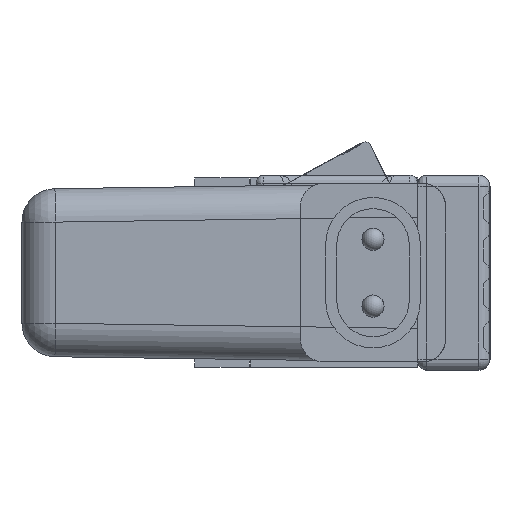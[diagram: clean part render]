
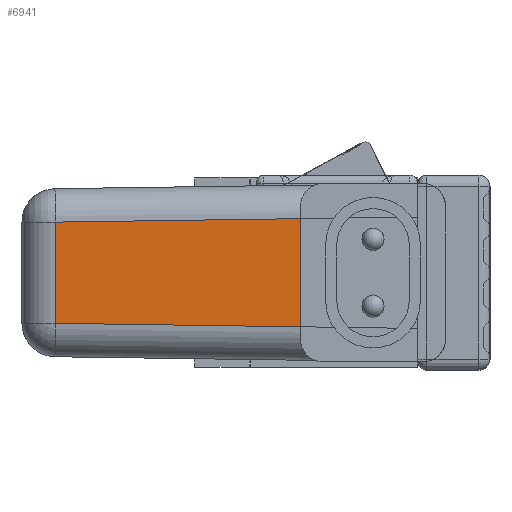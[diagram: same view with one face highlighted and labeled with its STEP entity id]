
A CAD part, left-side view. The second image highlights one B-rep face of the part: STEP entity #6941.
In plain terms, the highlighted planar face has unit normal (-1, 0, 0).
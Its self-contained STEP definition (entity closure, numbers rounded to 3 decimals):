
#358 = CARTESIAN_POINT ( 'NONE',  ( -395.5, 0.072, -5.09 ) ) ;
#368 = AXIS2_PLACEMENT_3D ( 'NONE', #4281, #2636, #6598 ) ;
#749 = LINE ( 'NONE', #358, #6500 ) ;
#787 = ORIENTED_EDGE ( 'NONE', *, *, #3927, .F. ) ;
#826 = ORIENTED_EDGE ( 'NONE', *, *, #6498, .T. ) ;
#952 = DIRECTION ( 'NONE',  ( 0., -1., -0.014 ) ) ;
#1053 = CARTESIAN_POINT ( 'NONE',  ( -395.5, 17., 8. ) ) ;
#1219 = VECTOR ( 'NONE', #4669, 1000. ) ;
#1307 = ORIENTED_EDGE ( 'NONE', *, *, #6165, .T. ) ;
#1330 = EDGE_CURVE ( 'NONE', #4653, #4647, #1951, .T. ) ;
#1766 = VECTOR ( 'NONE', #2268, 1000. ) ;
#1830 = CARTESIAN_POINT ( 'NONE',  ( -395.5, 39., 0. ) ) ;
#1951 = LINE ( 'NONE', #2227, #1766 ) ;
#2069 = CARTESIAN_POINT ( 'NONE',  ( -395.5, 17., 4.852 ) ) ;
#2227 = CARTESIAN_POINT ( 'NONE',  ( -395.5, 0.072, 5.09 ) ) ;
#2268 = DIRECTION ( 'NONE',  ( 0., 1., -0.014 ) ) ;
#2431 = EDGE_LOOP ( 'NONE', ( #826, #787, #2894, #1307 ) ) ;
#2636 = DIRECTION ( 'NONE',  ( -1., 0., 0. ) ) ;
#2894 = ORIENTED_EDGE ( 'NONE', *, *, #1330, .T. ) ;
#3101 = VECTOR ( 'NONE', #6765, 1000. ) ;
#3213 = CARTESIAN_POINT ( 'NONE',  ( -395.5, 39., 4.542 ) ) ;
#3388 = CARTESIAN_POINT ( 'NONE',  ( -395.5, 17., -4.852 ) ) ;
#3922 = VERTEX_POINT ( 'NONE', #3388 ) ;
#3927 = EDGE_CURVE ( 'NONE', #4653, #3922, #4585, .T. ) ;
#4281 = CARTESIAN_POINT ( 'NONE',  ( -395.5, 0., 0. ) ) ;
#4585 = LINE ( 'NONE', #1053, #3101 ) ;
#4647 = VERTEX_POINT ( 'NONE', #3213 ) ;
#4653 = VERTEX_POINT ( 'NONE', #2069 ) ;
#4669 = DIRECTION ( 'NONE',  ( 0., 0., -1. ) ) ;
#4800 = FACE_OUTER_BOUND ( 'NONE', #2431, .T. ) ;
#5789 = LINE ( 'NONE', #1830, #1219 ) ;
#6018 = PLANE ( 'NONE',  #368 ) ;
#6070 = VERTEX_POINT ( 'NONE', #6848 ) ;
#6165 = EDGE_CURVE ( 'NONE', #4647, #6070, #5789, .T. ) ;
#6498 = EDGE_CURVE ( 'NONE', #6070, #3922, #749, .T. ) ;
#6500 = VECTOR ( 'NONE', #952, 1000. ) ;
#6598 = DIRECTION ( 'NONE',  ( 0., 0., 1. ) ) ;
#6765 = DIRECTION ( 'NONE',  ( 0., 0., -1. ) ) ;
#6848 = CARTESIAN_POINT ( 'NONE',  ( -395.5, 39., -4.542 ) ) ;
#6941 = ADVANCED_FACE ( 'NONE', ( #4800 ), #6018, .T. ) ;
